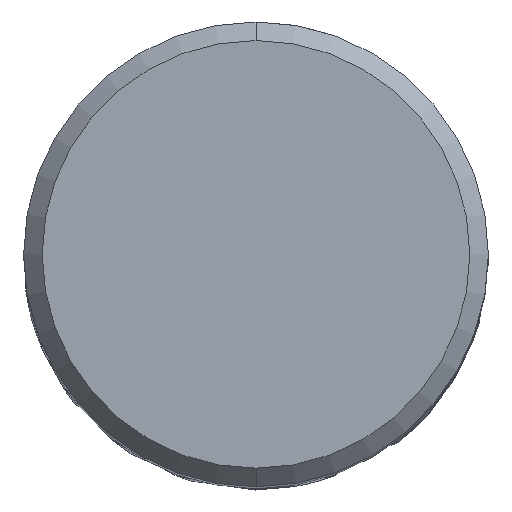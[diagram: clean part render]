
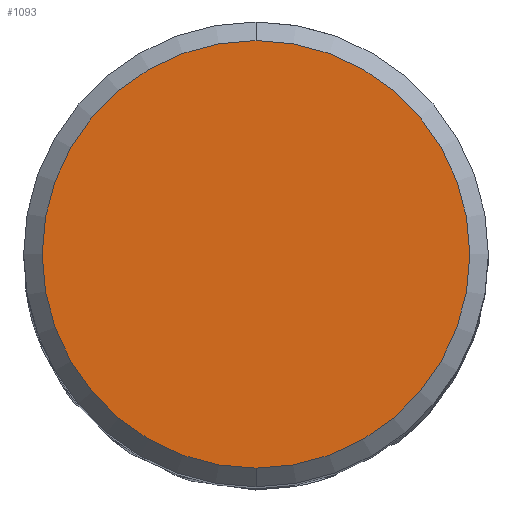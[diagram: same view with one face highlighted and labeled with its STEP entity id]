
A CAD part, top view. The second image highlights one B-rep face of the part: STEP entity #1093.
In plain terms, the highlighted planar face has unit normal (0, 0, 1).
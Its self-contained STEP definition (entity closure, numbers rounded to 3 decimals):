
#617=EDGE_CURVE('',#845,#681,#1680,.T.);
#681=VERTEX_POINT('',#1747);
#845=VERTEX_POINT('',#1923);
#1093=ADVANCED_FACE('',(#2193),#2194,.T.);
#1239=EDGE_CURVE('',#681,#845,#2354,.T.);
#1680=CIRCLE('',#2941,11.5);
#1747=CARTESIAN_POINT('',(0.,-11.5,0.0));
#1923=CARTESIAN_POINT('',(0.0,11.5,0.0));
#2193=FACE_OUTER_BOUND('',#5872,.T.);
#2194=PLANE('',#5873);
#2354=CIRCLE('',#7135,11.5);
#2941=AXIS2_PLACEMENT_3D('',#10058,#10059,#10060);
#5872=EDGE_LOOP('',(#10547,#10548));
#5873=AXIS2_PLACEMENT_3D('',#10549,#10550,#10551);
#7135=AXIS2_PLACEMENT_3D('',#10742,#10743,#10744);
#10058=CARTESIAN_POINT('',(0.0,0.0,0.0));
#10059=DIRECTION('',(0.0,0.0,-1.0));
#10060=DIRECTION('',(0.0,1.0,0.0));
#10547=ORIENTED_EDGE('',*,*,#617,.F.);
#10548=ORIENTED_EDGE('',*,*,#1239,.F.);
#10549=CARTESIAN_POINT('',(0.0,5.75,0.0));
#10550=DIRECTION('',(-0.0,0.0,1.0));
#10551=DIRECTION('',(0.0,-1.0,0.0));
#10742=CARTESIAN_POINT('',(0.0,0.0,0.0));
#10743=DIRECTION('',(0.0,0.0,-1.0));
#10744=DIRECTION('',(0.0,1.0,0.0));
